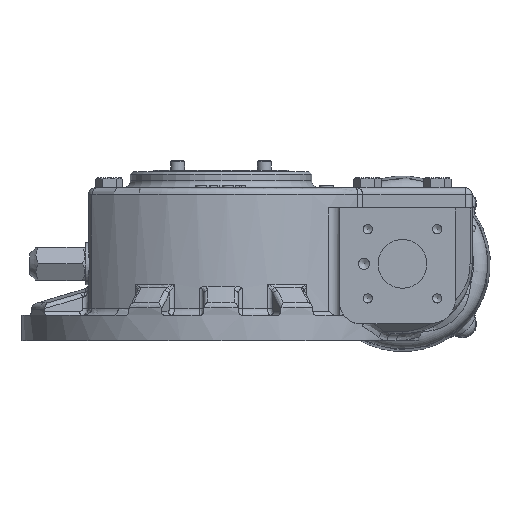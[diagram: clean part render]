
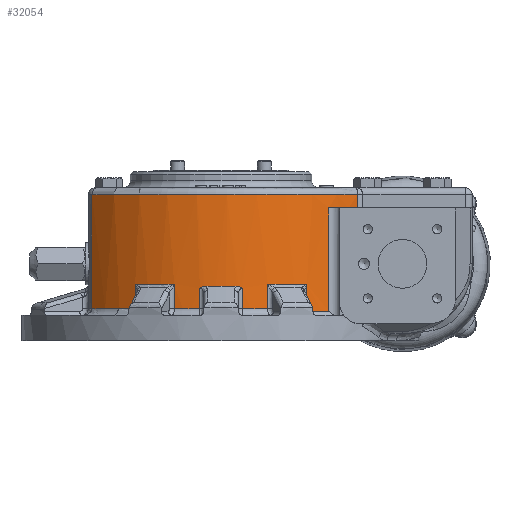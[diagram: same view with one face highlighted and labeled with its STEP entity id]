
A CAD part, left-side view. The second image highlights one B-rep face of the part: STEP entity #32054.
In plain terms, the highlighted cylindrical face has radius 125 mm (diameter 250 mm), a partial arc.
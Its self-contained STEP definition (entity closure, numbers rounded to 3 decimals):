
#393=CYLINDRICAL_SURFACE('',#33992,125.);
#563=CIRCLE('',#33690,125.);
#702=CIRCLE('',#33971,125.);
#703=CIRCLE('',#33974,125.);
#705=CIRCLE('',#33979,125.);
#706=CIRCLE('',#33982,125.);
#707=CIRCLE('',#33985,125.);
#708=CIRCLE('',#33988,125.);
#709=CIRCLE('',#33991,125.);
#710=CIRCLE('',#33993,125.);
#3457=LINE('',#59720,#6149);
#3681=LINE('',#64723,#6373);
#3682=LINE('',#64727,#6374);
#3683=LINE('',#64731,#6375);
#3684=LINE('',#64735,#6376);
#3685=LINE('',#64746,#6377);
#3686=LINE('',#64750,#6378);
#3687=LINE('',#64754,#6379);
#3688=LINE('',#64838,#6380);
#6149=VECTOR('',#39138,1000.);
#6373=VECTOR('',#40156,1000.);
#6374=VECTOR('',#40163,1000.);
#6375=VECTOR('',#40170,1000.);
#6376=VECTOR('',#40175,1000.);
#6377=VECTOR('',#40182,1000.);
#6378=VECTOR('',#40189,1000.);
#6379=VECTOR('',#40196,1000.);
#6380=VECTOR('',#40203,1000.);
#14586=ORIENTED_EDGE('',*,*,#19765,.T.);
#14587=ORIENTED_EDGE('',*,*,#19764,.T.);
#14588=ORIENTED_EDGE('',*,*,#19762,.T.);
#14589=ORIENTED_EDGE('',*,*,#19760,.T.);
#14590=ORIENTED_EDGE('',*,*,#19758,.T.);
#14591=ORIENTED_EDGE('',*,*,#19756,.T.);
#14592=ORIENTED_EDGE('',*,*,#19755,.T.);
#14593=ORIENTED_EDGE('',*,*,#19754,.T.);
#14594=ORIENTED_EDGE('',*,*,#19753,.T.);
#14595=ORIENTED_EDGE('',*,*,#19752,.T.);
#14596=ORIENTED_EDGE('',*,*,#19751,.T.);
#14597=ORIENTED_EDGE('',*,*,#19749,.T.);
#14598=ORIENTED_EDGE('',*,*,#19766,.F.);
#14599=ORIENTED_EDGE('',*,*,#19047,.T.);
#14600=ORIENTED_EDGE('',*,*,#19281,.T.);
#14601=ORIENTED_EDGE('',*,*,#19747,.T.);
#14602=ORIENTED_EDGE('',*,*,#19746,.T.);
#14603=ORIENTED_EDGE('',*,*,#19745,.T.);
#14604=ORIENTED_EDGE('',*,*,#19744,.T.);
#14605=ORIENTED_EDGE('',*,*,#19743,.T.);
#19047=EDGE_CURVE('',#22536,#22537,#3457,.F.);
#19281=EDGE_CURVE('',#22537,#22652,#563,.T.);
#19743=EDGE_CURVE('',#22896,#22921,#3681,.T.);
#19744=EDGE_CURVE('',#22900,#22896,#702,.F.);
#19745=EDGE_CURVE('',#22901,#22900,#3682,.F.);
#19746=EDGE_CURVE('',#22944,#22901,#703,.T.);
#19747=EDGE_CURVE('',#22652,#22944,#3683,.T.);
#19749=EDGE_CURVE('',#22963,#22962,#3684,.F.);
#19751=EDGE_CURVE('',#22903,#22963,#705,.T.);
#19752=EDGE_CURVE('',#22906,#22903,#3685,.T.);
#19753=EDGE_CURVE('',#22910,#22906,#706,.F.);
#19754=EDGE_CURVE('',#22911,#22910,#3686,.F.);
#19755=EDGE_CURVE('',#22912,#22911,#707,.T.);
#19756=EDGE_CURVE('',#22964,#22912,#3687,.T.);
#19758=EDGE_CURVE('',#22965,#22964,#24544,.T.);
#19760=EDGE_CURVE('',#22966,#22965,#708,.T.);
#19762=EDGE_CURVE('',#22967,#22966,#24547,.F.);
#19764=EDGE_CURVE('',#22922,#22967,#3688,.F.);
#19765=EDGE_CURVE('',#22921,#22922,#709,.T.);
#19766=EDGE_CURVE('',#22536,#22962,#710,.F.);
#22536=VERTEX_POINT('',#59721);
#22537=VERTEX_POINT('',#59722);
#22652=VERTEX_POINT('',#61710);
#22896=VERTEX_POINT('',#63917);
#22900=VERTEX_POINT('',#63960);
#22901=VERTEX_POINT('',#64001);
#22903=VERTEX_POINT('',#64013);
#22906=VERTEX_POINT('',#64063);
#22910=VERTEX_POINT('',#64106);
#22911=VERTEX_POINT('',#64147);
#22912=VERTEX_POINT('',#64175);
#22921=VERTEX_POINT('',#64273);
#22922=VERTEX_POINT('',#64291);
#22944=VERTEX_POINT('',#64597);
#22962=VERTEX_POINT('',#64734);
#22963=VERTEX_POINT('',#64736);
#22964=VERTEX_POINT('',#64755);
#22965=VERTEX_POINT('',#64789);
#22966=VERTEX_POINT('',#64797);
#22967=VERTEX_POINT('',#64829);
#24544=B_SPLINE_CURVE_WITH_KNOTS('',3,(#64784,#64785,#64786,#64787,#64788),
 .UNSPECIFIED.,.F.,.F.,(4,1,4),(0.,0.002,
0.004),.UNSPECIFIED.);
#24547=B_SPLINE_CURVE_WITH_KNOTS('',3,(#64824,#64825,#64826,#64827,#64828),
 .UNSPECIFIED.,.F.,.F.,(4,1,4),(0.,0.002,
0.004),.UNSPECIFIED.);
#26541=EDGE_LOOP('',(#14586,#14587,#14588,#14589,#14590,#14591,#14592,#14593,
#14594,#14595,#14596,#14597,#14598,#14599,#14600,#14601,#14602,#14603,#14604,
#14605));
#28792=FACE_BOUND('',#26541,.T.);
#32054=ADVANCED_FACE('',(#28792),#393,.T.);
#33690=AXIS2_PLACEMENT_3D('',#61713,#39483,#39484);
#33971=AXIS2_PLACEMENT_3D('',#64725,#40159,#40160);
#33974=AXIS2_PLACEMENT_3D('',#64729,#40166,#40167);
#33979=AXIS2_PLACEMENT_3D('',#64744,#40178,#40179);
#33982=AXIS2_PLACEMENT_3D('',#64748,#40185,#40186);
#33985=AXIS2_PLACEMENT_3D('',#64752,#40192,#40193);
#33988=AXIS2_PLACEMENT_3D('',#64796,#40199,#40200);
#33991=AXIS2_PLACEMENT_3D('',#64840,#40206,#40207);
#33992=AXIS2_PLACEMENT_3D('',#64841,#40208,#40209);
#33993=AXIS2_PLACEMENT_3D('',#64842,#40210,#40211);
#39138=DIRECTION('',(0.,0.,-1.));
#39483=DIRECTION('',(0.,0.,-1.));
#39484=DIRECTION('',(-1.,0.,0.));
#40156=DIRECTION('',(0.,0.,-1.));
#40159=DIRECTION('',(0.,0.,-1.));
#40160=DIRECTION('',(-1.,0.,0.));
#40163=DIRECTION('',(0.,0.,-1.));
#40166=DIRECTION('',(0.,0.,1.));
#40167=DIRECTION('',(1.,0.,0.));
#40170=DIRECTION('',(0.,0.,-1.));
#40175=DIRECTION('',(0.,0.,-1.));
#40178=DIRECTION('',(0.,0.,1.));
#40179=DIRECTION('',(1.,0.,0.));
#40182=DIRECTION('',(0.,0.,-1.));
#40185=DIRECTION('',(0.,0.,-1.));
#40186=DIRECTION('',(-1.,0.,0.));
#40189=DIRECTION('',(0.,0.,-1.));
#40192=DIRECTION('',(0.,0.,1.));
#40193=DIRECTION('',(1.,0.,0.));
#40196=DIRECTION('',(0.,0.,-1.));
#40199=DIRECTION('',(0.,0.,1.));
#40200=DIRECTION('',(1.,0.,0.));
#40203=DIRECTION('',(0.,0.,-1.));
#40206=DIRECTION('',(0.,0.,1.));
#40207=DIRECTION('',(1.,0.,0.));
#40208=DIRECTION('',(0.,0.,-1.));
#40209=DIRECTION('',(-1.,0.,0.));
#40210=DIRECTION('',(0.,0.,1.));
#40211=DIRECTION('',(1.,0.,0.));
#59720=CARTESIAN_POINT('',(-77.885,-97.77,109.5));
#59721=CARTESIAN_POINT('',(-77.885,-97.77,95.));
#59722=CARTESIAN_POINT('',(-77.885,-97.77,104.5));
#61710=CARTESIAN_POINT('',(-84.195,92.391,104.5));
#61713=CARTESIAN_POINT('',(0.,0.,104.5));
#63917=CARTESIAN_POINT('',(-120.428,33.499,40.509));
#63960=CARTESIAN_POINT('',(-108.843,61.468,40.509));
#64001=CARTESIAN_POINT('',(-108.843,61.468,23.));
#64013=CARTESIAN_POINT('',(-108.843,-61.468,21.));
#64063=CARTESIAN_POINT('',(-108.843,-61.468,40.509));
#64106=CARTESIAN_POINT('',(-120.428,-33.499,40.509));
#64147=CARTESIAN_POINT('',(-120.428,-33.499,23.));
#64175=CARTESIAN_POINT('',(-124.08,-15.137,23.));
#64273=CARTESIAN_POINT('',(-120.428,33.499,23.));
#64291=CARTESIAN_POINT('',(-124.08,15.137,23.));
#64597=CARTESIAN_POINT('',(-84.195,92.391,23.));
#64723=CARTESIAN_POINT('',(-120.428,33.499,98.));
#64725=CARTESIAN_POINT('',(0.,0.,40.509));
#64727=CARTESIAN_POINT('',(-108.843,61.468,98.));
#64729=CARTESIAN_POINT('',(0.,0.,23.));
#64731=CARTESIAN_POINT('',(-84.195,92.391,98.));
#64734=CARTESIAN_POINT('',(-98.178,-77.37,95.));
#64735=CARTESIAN_POINT('',(-98.178,-77.37,98.));
#64736=CARTESIAN_POINT('',(-98.178,-77.37,21.));
#64744=CARTESIAN_POINT('',(0.,0.,21.));
#64746=CARTESIAN_POINT('',(-108.843,-61.468,98.));
#64748=CARTESIAN_POINT('',(0.,0.,40.509));
#64750=CARTESIAN_POINT('',(-120.428,-33.499,98.));
#64752=CARTESIAN_POINT('',(0.,0.,23.));
#64754=CARTESIAN_POINT('',(-124.08,-15.137,98.));
#64755=CARTESIAN_POINT('',(-124.08,-15.137,37.491));
#64784=CARTESIAN_POINT('',(-124.464,-11.559,39.));
#64785=CARTESIAN_POINT('',(-124.402,-12.229,39.));
#64786=CARTESIAN_POINT('',(-124.268,-13.552,38.737));
#64787=CARTESIAN_POINT('',(-124.137,-14.672,37.964));
#64788=CARTESIAN_POINT('',(-124.08,-15.137,37.491));
#64789=CARTESIAN_POINT('',(-124.464,-11.559,39.));
#64796=CARTESIAN_POINT('',(0.,0.,39.));
#64797=CARTESIAN_POINT('',(-124.464,11.559,39.));
#64824=CARTESIAN_POINT('',(-124.464,11.559,39.));
#64825=CARTESIAN_POINT('',(-124.402,12.229,39.));
#64826=CARTESIAN_POINT('',(-124.268,13.552,38.737));
#64827=CARTESIAN_POINT('',(-124.137,14.672,37.964));
#64828=CARTESIAN_POINT('',(-124.08,15.137,37.491));
#64829=CARTESIAN_POINT('',(-124.08,15.137,37.491));
#64838=CARTESIAN_POINT('',(-124.08,15.137,98.));
#64840=CARTESIAN_POINT('',(0.,0.,23.));
#64841=CARTESIAN_POINT('',(0.,0.,98.));
#64842=CARTESIAN_POINT('',(0.,0.,95.));
